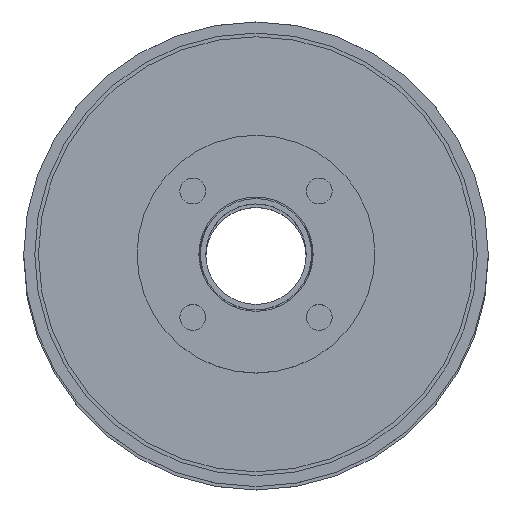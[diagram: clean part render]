
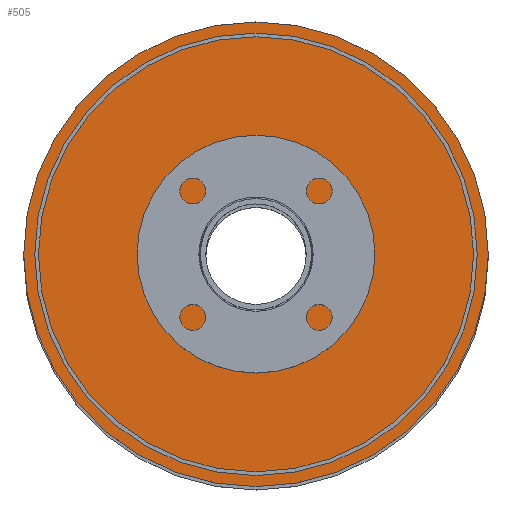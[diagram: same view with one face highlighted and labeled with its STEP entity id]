
A CAD part, top view. The second image highlights one B-rep face of the part: STEP entity #505.
In plain terms, the highlighted planar face has unit normal (0, 0, 1).
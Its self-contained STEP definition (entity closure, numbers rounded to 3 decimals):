
#53=PLANE('',#589);
#103=FACE_BOUND('',#222,.T.);
#139=FACE_OUTER_BOUND('',#221,.T.);
#221=EDGE_LOOP('',(#441));
#222=EDGE_LOOP('',(#442));
#269=CIRCLE('',#584,31.15);
#271=CIRCLE('',#587,126.);
#313=VERTEX_POINT('',#875);
#315=VERTEX_POINT('',#880);
#357=EDGE_CURVE('',#313,#313,#269,.T.);
#359=EDGE_CURVE('',#315,#315,#271,.T.);
#441=ORIENTED_EDGE('',*,*,#359,.F.);
#442=ORIENTED_EDGE('',*,*,#357,.T.);
#505=ADVANCED_FACE('',(#139,#103),#53,.F.);
#584=AXIS2_PLACEMENT_3D('',#876,#735,#736);
#587=AXIS2_PLACEMENT_3D('',#881,#741,#742);
#589=AXIS2_PLACEMENT_3D('',#884,#745,#746);
#735=DIRECTION('center_axis',(0.,0.,-1.));
#736=DIRECTION('ref_axis',(-1.,0.,0.));
#741=DIRECTION('center_axis',(0.,0.,-1.));
#742=DIRECTION('ref_axis',(-1.,0.,0.));
#745=DIRECTION('center_axis',(0.,0.,-1.));
#746=DIRECTION('ref_axis',(-1.,0.,0.));
#875=CARTESIAN_POINT('',(31.15,0.,1053.));
#876=CARTESIAN_POINT('Origin',(0.,0.,1053.));
#880=CARTESIAN_POINT('',(126.,0.,1053.));
#881=CARTESIAN_POINT('Origin',(0.,0.,1053.));
#884=CARTESIAN_POINT('Origin',(0.,0.,1053.));
